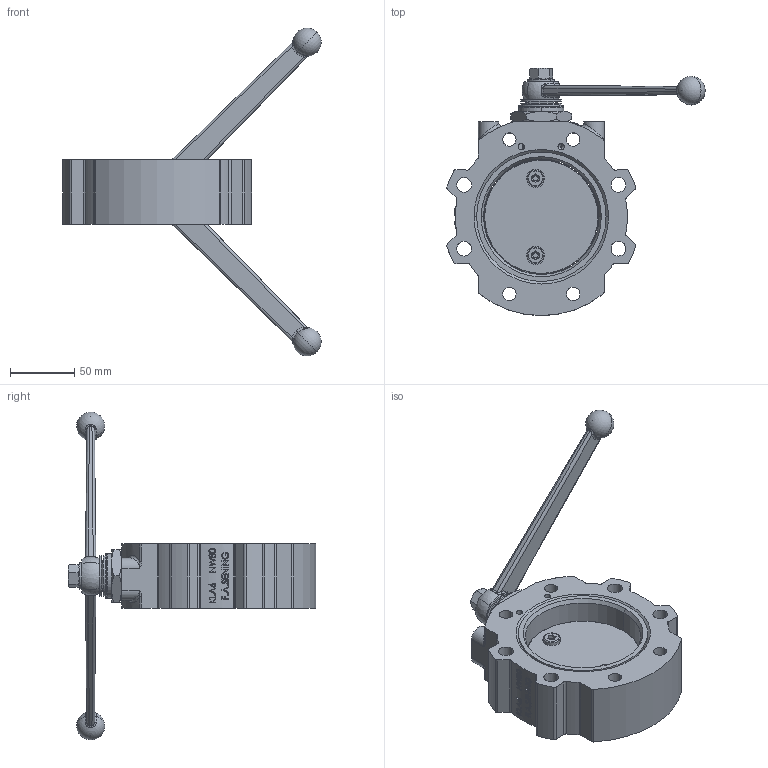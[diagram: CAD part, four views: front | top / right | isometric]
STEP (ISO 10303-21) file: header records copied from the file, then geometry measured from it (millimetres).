
FILE_DESCRIPTION (( 'STEP AP214' ), '1' );
FILE_NAME ('KLA6-A_251308.STEP', '2012-09-24T06:39:22', ( 'Admin2' ), ( '' ), 'SwSTEP 2.0', 'SolidWorks 2010', '' );
FILE_SCHEMA (( 'AUTOMOTIVE_DESIGN' ));
Length unit declared in the file: millimetre
Products named in the file (1): KLA6-A_251308
Bounding box: 201.14 x 192.65 x 255.29 mm (x, y, z)
Surface area: 129026.1 mm2 (no closed solid volume)
Topology: 0 solids, 23 shells, 746 faces, 2375 edges, 1590 vertices
Faces by surface type: plane 329, cylinder 179, bspline 155, cone 42, torus 33, sphere 8
Entity records: 42089 total; most frequent: CARTESIAN_POINT 16133, ORIENTED_EDGE 4062, DIRECTION 3534, EDGE_CURVE 2351, VERTEX_POINT 1578, VECTOR 1202, LINE 1202, AXIS2_PLACEMENT_3D 1166
